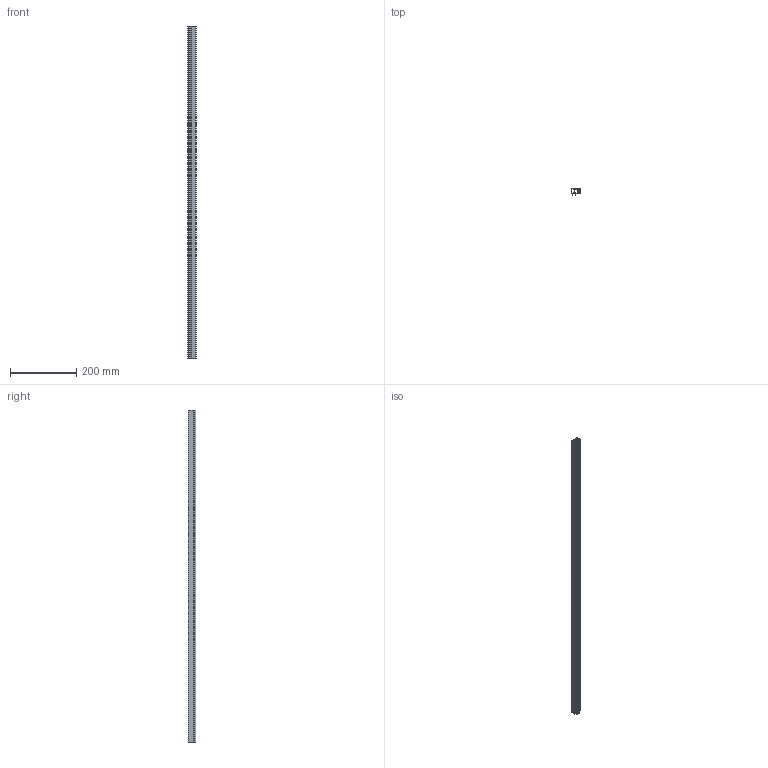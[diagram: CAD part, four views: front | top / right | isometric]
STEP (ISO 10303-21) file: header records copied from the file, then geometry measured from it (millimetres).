
FILE_DESCRIPTION (( 'STEP AP214' ), '1' );
FILE_NAME ('SNSD.30.51.97. Ïðîôèëü äëÿ óñòàíîâêè ïàíåëåé, ïàç 10(F05).STEP', '2015-01-16T09:48:40', ( 'XTreme.ws' ), ( 'XTreme.ws' ), 'SwSTEP 2.0', 'SolidWorks 2014', '' );
FILE_SCHEMA (( 'AUTOMOTIVE_DESIGN' ));
Length unit declared in the file: millimetre
Products named in the file (5): SNSD.30.51.97. Ïðîôèëü äëÿ óñòàíîâêè ïàíåëåé, ïàç 10(F05); SNSD.30.51.97. Áîêîâàÿ ÷àñòü, ïàç 10(F05)_123; SNSD.30.51.97. Ïðîôèëü äëÿ óñòàíîâêè ïàíåëåé, ïàç 10(F05)_00; SNSD.30.51.97. Áîêîâàÿ ÷àñòü, ïàç 10(F05)
Assembly tree (2 placements, depth 2):
  SNSD.30.51.97. Ïðîôèëü äëÿ óñòàíîâêè ïàíåëåé, ïàç 10(F05)
  SNSD.30.51.97. Ïðîôèëü äëÿ óñòàíîâêè ïàíåëåé, ïàç 10(F05)
    SNSD.30.51.97. Ïðîôèëü äëÿ óñòàíîâêè ïàíåëåé, ïàç 10(F05)_00
    SNSD.30.51.97. Áîêîâàÿ ÷àñòü, ïàç 10(F05)_123
  SNSD.30.51.97. Áîêîâàÿ ÷àñòü, ïàç 10(F05)
Bounding box: 26.5 x 22.2 x 1000 mm (x, y, z)
Volume: 174022.1 mm3; surface area: 281917 mm2
Topology: 2 solids, 2 shells, 67 faces, 189 edges, 126 vertices
Faces by surface type: plane 67
Entity records: 2267 total; most frequent: CARTESIAN_POINT 388, ORIENTED_EDGE 378, DIRECTION 335, LINE 189, VECTOR 189, EDGE_CURVE 189, VERTEX_POINT 126, AXIS2_PLACEMENT_3D 73
